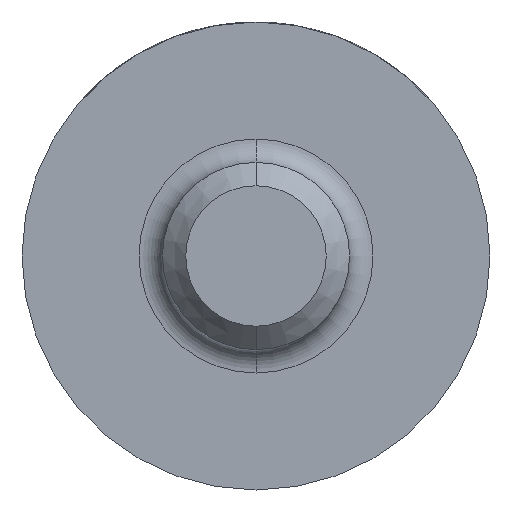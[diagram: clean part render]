
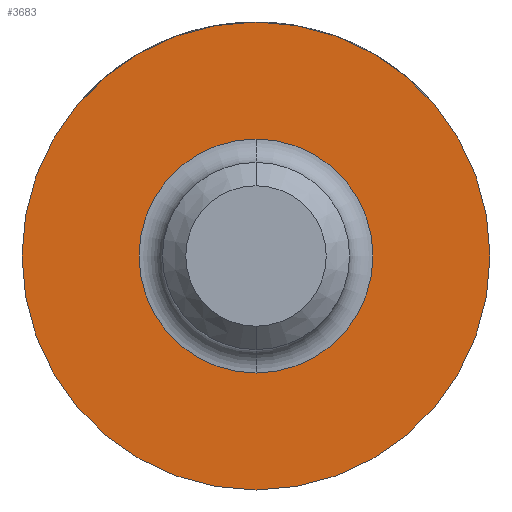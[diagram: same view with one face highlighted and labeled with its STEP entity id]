
A CAD part, front view. The second image highlights one B-rep face of the part: STEP entity #3683.
In plain terms, the highlighted planar face has unit normal (0, -1, 0).
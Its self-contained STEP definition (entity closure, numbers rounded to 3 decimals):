
#85 = EDGE_CURVE ( 'Defeature ausgef�hrt1_1+Defeature ausgef�hrt1_3+Defeature ausgef�hrt1_3+Defeature ausgef�hrt1_3', #2056, #4159, #1092, .T. ) ;
#437 = DIRECTION ( 'NONE',  ( 0., 1., 0. ) ) ;
#715 = AXIS2_PLACEMENT_3D ( 'NONE', #3771, #3445, #1943 ) ;
#812 = DIRECTION ( 'NONE',  ( 0., 0., 1. ) ) ;
#1006 = ORIENTED_EDGE ( 'NONE', *, *, #1812, .T. ) ;
#1090 = ORIENTED_EDGE ( 'NONE', *, *, #4532, .T. ) ;
#1092 = CIRCLE ( 'NONE', #3552, 10. ) ;
#1140 = AXIS2_PLACEMENT_3D ( 'NONE', #2389, #2004, #2372 ) ;
#1193 = CIRCLE ( 'NONE', #1479, 5. ) ;
#1303 = VERTEX_POINT ( 'NONE', #2321 ) ;
#1333 = VERTEX_POINT ( 'NONE', #3453 ) ;
#1479 = AXIS2_PLACEMENT_3D ( 'NONE', #1896, #437, #812 ) ;
#1618 = EDGE_LOOP ( 'NONE', ( #1006, #1090 ) ) ;
#1657 = FACE_BOUND ( 'NONE', #1618, .T. ) ;
#1812 = EDGE_CURVE ( 'Defeature ausgef�hrt1_3+Defeature ausgef�hrt1_2+Defeature ausgef�hrt1_2+Defeature ausgef�hrt1_2', #1333, #1303, #1193, .T. ) ;
#1814 = DIRECTION ( 'NONE',  ( 0., 1., 0. ) ) ;
#1896 = CARTESIAN_POINT ( 'NONE',  ( 0., -8.5, 0. ) ) ;
#1943 = DIRECTION ( 'NONE',  ( 0., 0., 1. ) ) ;
#2004 = DIRECTION ( 'NONE',  ( 0., 1., 0. ) ) ;
#2056 = VERTEX_POINT ( 'NONE', #2089 ) ;
#2089 = CARTESIAN_POINT ( 'NONE',  ( 0., -8.5, -10. ) ) ;
#2219 = DIRECTION ( 'NONE',  ( 0., 0., 1. ) ) ;
#2251 = AXIS2_PLACEMENT_3D ( 'NONE', #3896, #4266, #2346 ) ;
#2321 = CARTESIAN_POINT ( 'NONE',  ( 0., -8.5, -5. ) ) ;
#2346 = DIRECTION ( 'NONE',  ( 0., 0., 1. ) ) ;
#2372 = DIRECTION ( 'NONE',  ( 0., 0., 1. ) ) ;
#2389 = CARTESIAN_POINT ( 'NONE',  ( 10., -8.5, 0. ) ) ;
#2460 = CIRCLE ( 'NONE', #715, 5. ) ;
#2591 = CARTESIAN_POINT ( 'NONE',  ( 0., -8.5, 0. ) ) ;
#2967 = CIRCLE ( 'NONE', #2251, 10. ) ;
#3052 = EDGE_LOOP ( 'NONE', ( #4029, #3301 ) ) ;
#3301 = ORIENTED_EDGE ( 'NONE', *, *, #85, .F. ) ;
#3331 = FACE_OUTER_BOUND ( 'NONE', #3052, .T. ) ;
#3445 = DIRECTION ( 'NONE',  ( 0., 1., 0. ) ) ;
#3453 = CARTESIAN_POINT ( 'NONE',  ( 0., -8.5, 5. ) ) ;
#3458 = CARTESIAN_POINT ( 'NONE',  ( 0., -8.5, 10. ) ) ;
#3552 = AXIS2_PLACEMENT_3D ( 'NONE', #2591, #1814, #2219 ) ;
#3683 = ADVANCED_FACE ( 'Defeature ausgef�hrt1_3', ( #3331, #1657 ), #4590, .F. ) ;
#3771 = CARTESIAN_POINT ( 'NONE',  ( 0., -8.5, 0. ) ) ;
#3896 = CARTESIAN_POINT ( 'NONE',  ( 0., -8.5, 0. ) ) ;
#4029 = ORIENTED_EDGE ( 'NONE', *, *, #4680, .F. ) ;
#4159 = VERTEX_POINT ( 'NONE', #3458 ) ;
#4266 = DIRECTION ( 'NONE',  ( 0., 1., 0. ) ) ;
#4532 = EDGE_CURVE ( 'Defeature ausgef�hrt1_3+Defeature ausgef�hrt1_2+Defeature ausgef�hrt1_2+Defeature ausgef�hrt1_2', #1303, #1333, #2460, .T. ) ;
#4590 = PLANE ( 'NONE',  #1140 ) ;
#4680 = EDGE_CURVE ( 'Defeature ausgef�hrt1_1+Defeature ausgef�hrt1_3+Defeature ausgef�hrt1_3+Defeature ausgef�hrt1_3', #4159, #2056, #2967, .T. ) ;
